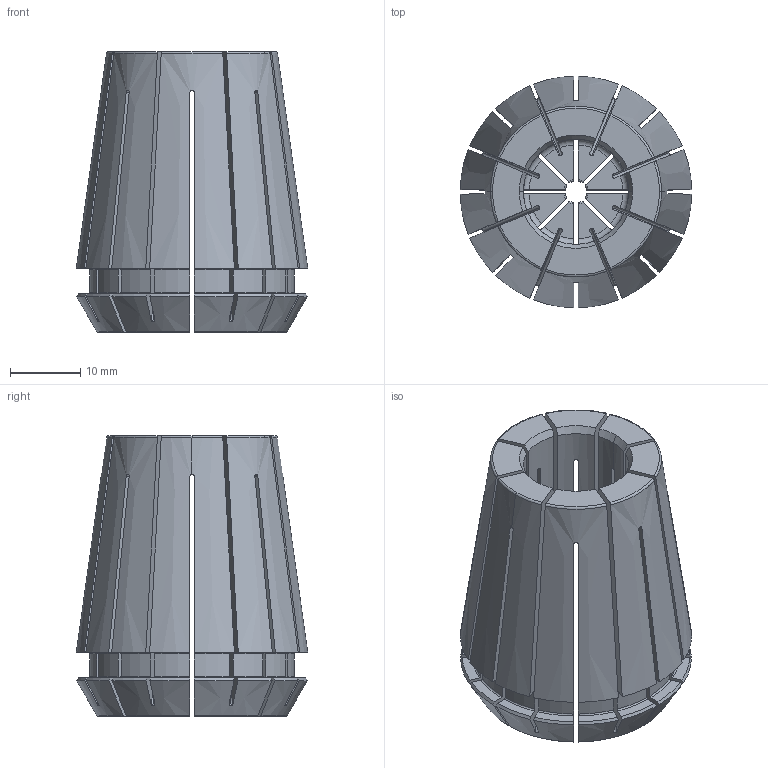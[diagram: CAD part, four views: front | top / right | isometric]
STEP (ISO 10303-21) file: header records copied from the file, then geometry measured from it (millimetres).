
FILE_DESCRIPTION(('HOOPS Exchange Step'),'2;1');
FILE_NAME('export-9BC4DAEE-839A-474A-BAF1-6359526496F7.stp','2024-01-20T13:33:38+01:00',('Engineering'),('Alibre'),'HOOPS Exchange 2021.0','Alibre','Unknown authorisation');
FILE_SCHEMA( ('AP242_MANAGED_MODEL_BASED_3D_ENGINEERING_MIM_LF {1 0 10303 442 1 1 4 }') );
Length unit declared in the file: millimetre
Products named in the file (1): 6546 Single ER 32-UP Collet Ø 1-8 (3.175mm) ULTRA Precision Swiss Quality
Bounding box: 32.99 x 32.99 x 40 mm (x, y, z)
Volume: 19900.7 mm3; surface area: 14961.5 mm2
Topology: 1 solids, 1 shells, 272 faces, 812 edges, 540 vertices
Faces by surface type: plane 88, torus 82, cylinder 58, cone 44
Entity records: 9641 total; most frequent: CARTESIAN_POINT 2524, ORIENTED_EDGE 1624, DIRECTION 1362, EDGE_CURVE 812, VERTEX_POINT 540, AXIS2_PLACEMENT_3D 522, VECTOR 318, LINE 318
